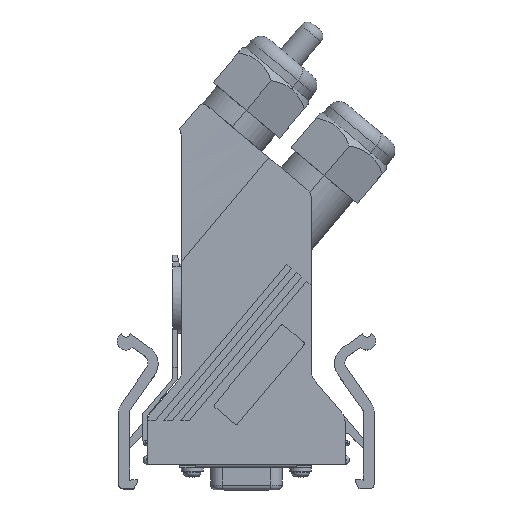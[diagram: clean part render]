
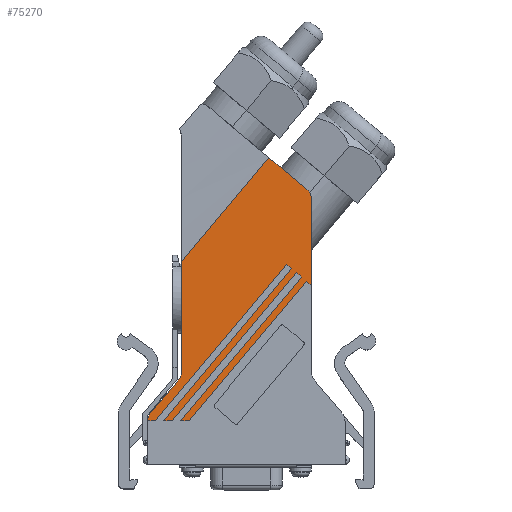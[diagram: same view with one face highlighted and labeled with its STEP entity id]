
A CAD part, top view. The second image highlights one B-rep face of the part: STEP entity #75270.
In plain terms, the highlighted face is planar.
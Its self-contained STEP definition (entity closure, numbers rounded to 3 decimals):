
#45960=CARTESIAN_POINT('',(-213.561,218.322,0.));
#45970=DIRECTION('',(0.,0.,-1.));
#45980=VECTOR('',#45970,1.);
#45990=LINE('',#45960,#45980);
#46000=CARTESIAN_POINT('',(-213.561,218.322,26.404
));
#46010=VERTEX_POINT('',#46000);
#46020=CARTESIAN_POINT('',(-213.561,218.322,
0.967));
#46030=VERTEX_POINT('',#46020);
#46040=EDGE_CURVE('',#46010,#46030,#45990,.T.);
#52320=CARTESIAN_POINT('',(-213.561,247.245,43.13
));
#52330=VERTEX_POINT('',#52320);
#52380=CARTESIAN_POINT('',(-213.561,0.,250.593));
#52390=DIRECTION('',(0.,-0.766,0.643));
#52400=VECTOR('',#52390,1.);
#52410=LINE('',#52380,#52400);
#52420=CARTESIAN_POINT('',(-213.561,238.508,50.461
));
#52430=VERTEX_POINT('',#52420);
#52440=EDGE_CURVE('',#52330,#52430,#52410,.T.);
#53510=CARTESIAN_POINT('',(-213.561,248.316,20.938
));
#53520=VERTEX_POINT('',#53510);
#53550=CARTESIAN_POINT('',(-213.561,248.316,0.));
#53560=DIRECTION('',(0.,0.,1.));
#53570=VECTOR('',#53560,1.);
#53580=LINE('',#53550,#53570);
#53590=CARTESIAN_POINT('',(-213.561,248.316,40.832
));
#53600=VERTEX_POINT('',#53590);
#53610=EDGE_CURVE('',#53520,#53600,#53580,.T.);
#69410=CARTESIAN_POINT('',(-213.561,245.316,40.832
));
#69420=DIRECTION('',(-1.,0.,0.));
#69430=DIRECTION('',(0.,1.,0.));
#69440=AXIS2_PLACEMENT_3D('',#69410,#69420,#69430);
#69450=CIRCLE('',#69440,3.);
#69460=EDGE_CURVE('',#52330,#53600,#69450,.T.);
#74020=CARTESIAN_POINT('',(-213.561,236.7,37.863
));
#74030=DIRECTION('',(1.,0.,0.));
#74040=DIRECTION('',(0.,1.,0.));
#74050=AXIS2_PLACEMENT_3D('',#74020,#74030,#74040);
#74060=PLANE('',#74050);
#74070=CARTESIAN_POINT('',(-213.561,0.,229.3));
#74080=DIRECTION('',(0.,-0.766,0.643));
#74090=VECTOR('',#74080,1.);
#74100=LINE('',#74070,#74090);
#74110=CARTESIAN_POINT('',(-213.561,247.209,21.868
));
#74120=VERTEX_POINT('',#74110);
#74130=EDGE_CURVE('',#53520,#74120,#74100,.T.);
#74140=ORIENTED_EDGE('',*,*,#74130,.F.);
#74150=CARTESIAN_POINT('',(-213.561,228.86,0.));
#74160=DIRECTION('',(0.,0.643,0.766));
#74170=VECTOR('',#74160,1.);
#74180=LINE('',#74150,#74170);
#74190=CARTESIAN_POINT('',(-213.561,220.112,
-10.425));
#74200=VERTEX_POINT('',#74190);
#74210=EDGE_CURVE('',#74200,#74120,#74180,.T.);
#74220=ORIENTED_EDGE('',*,*,#74210,.T.);
#74230=CARTESIAN_POINT('',(-213.561,0.,-10.425));
#74240=DIRECTION('',(0.,1.,0.));
#74250=VECTOR('',#74240,1.);
#74260=LINE('',#74230,#74250);
#74270=CARTESIAN_POINT('',(-213.561,218.154,
-10.425));
#74280=VERTEX_POINT('',#74270);
#74290=EDGE_CURVE('',#74280,#74200,#74260,.T.);
#74300=ORIENTED_EDGE('',*,*,#74290,.T.);
#74310=CARTESIAN_POINT('',(-213.561,226.901,0.));
#74320=DIRECTION('',(0.,-0.643,-0.766));
#74330=VECTOR('',#74320,1.);
#74340=LINE('',#74310,#74330);
#74350=CARTESIAN_POINT('',(-213.561,246.06,22.832
));
#74360=VERTEX_POINT('',#74350);
#74370=EDGE_CURVE('',#74360,#74280,#74340,.T.);
#74380=ORIENTED_EDGE('',*,*,#74370,.T.);
#74390=CARTESIAN_POINT('',(-213.561,0.,229.3));
#74400=DIRECTION('',(0.,0.766,-0.643));
#74410=VECTOR('',#74400,1.);
#74420=LINE('',#74390,#74410);
#74430=CARTESIAN_POINT('',(-213.561,244.911,23.796
));
#74440=VERTEX_POINT('',#74430);
#74450=EDGE_CURVE('',#74440,#74360,#74420,.T.);
#74460=ORIENTED_EDGE('',*,*,#74450,.T.);
#74470=CARTESIAN_POINT('',(-213.561,224.943,0.));
#74480=DIRECTION('',(0.,0.643,0.766));
#74490=VECTOR('',#74480,1.);
#74500=LINE('',#74470,#74490);
#74510=CARTESIAN_POINT('',(-213.561,216.196,
-10.425));
#74520=VERTEX_POINT('',#74510);
#74530=EDGE_CURVE('',#74520,#74440,#74500,.T.);
#74540=ORIENTED_EDGE('',*,*,#74530,.T.);
#74550=CARTESIAN_POINT('',(-213.561,0.,-10.425));
#74560=DIRECTION('',(0.,1.,0.));
#74570=VECTOR('',#74560,1.);
#74580=LINE('',#74550,#74570);
#74590=CARTESIAN_POINT('',(-213.561,214.238,
-10.425));
#74600=VERTEX_POINT('',#74590);
#74610=EDGE_CURVE('',#74600,#74520,#74580,.T.);
#74620=ORIENTED_EDGE('',*,*,#74610,.T.);
#74630=CARTESIAN_POINT('',(-213.561,222.985,0.));
#74640=DIRECTION('',(0.,-0.643,-0.766));
#74650=VECTOR('',#74640,1.);
#74660=LINE('',#74630,#74650);
#74670=CARTESIAN_POINT('',(-213.561,243.762,24.76
));
#74680=VERTEX_POINT('',#74670);
#74690=EDGE_CURVE('',#74680,#74600,#74660,.T.);
#74700=ORIENTED_EDGE('',*,*,#74690,.T.);
#74710=CARTESIAN_POINT('',(-213.561,0.,229.3));
#74720=DIRECTION('',(0.,0.766,-0.643));
#74730=VECTOR('',#74720,1.);
#74740=LINE('',#74710,#74730);
#74750=CARTESIAN_POINT('',(-213.561,242.612,25.724
));
#74760=VERTEX_POINT('',#74750);
#74770=EDGE_CURVE('',#74760,#74680,#74740,.T.);
#74780=ORIENTED_EDGE('',*,*,#74770,.T.);
#74790=CARTESIAN_POINT('',(-213.561,221.027,0.));
#74800=DIRECTION('',(0.,0.643,0.766));
#74810=VECTOR('',#74800,1.);
#74820=LINE('',#74790,#74810);
#74830=CARTESIAN_POINT('',(-213.561,212.28,
-10.425));
#74840=VERTEX_POINT('',#74830);
#74850=EDGE_CURVE('',#74840,#74760,#74820,.T.);
#74860=ORIENTED_EDGE('',*,*,#74850,.T.);
#74870=CARTESIAN_POINT('',(-213.561,210.521,
-10.425));
#74880=VERTEX_POINT('',#74870);
#74890=EDGE_CURVE('',#74880,#74840,#74580,.T.);
#74900=ORIENTED_EDGE('',*,*,#74890,.T.);
#74910=CARTESIAN_POINT('',(-213.561,213.519,-10.516));
#74920=DIRECTION('',(-1.,0.,0.));
#74930=DIRECTION('',(0.,-1.,0.));
#74940=AXIS2_PLACEMENT_3D('',#74910,#74920,#74930);
#74950=CIRCLE('',#74940,3.);
#74960=CARTESIAN_POINT('',(-213.561,211.221,
-8.588));
#74970=VERTEX_POINT('',#74960);
#74980=EDGE_CURVE('',#74880,#74970,#74950,.T.);
#74990=ORIENTED_EDGE('',*,*,#74980,.F.);
#75000=CARTESIAN_POINT('',(-213.561,218.427,0.));
#75010=DIRECTION('',(0.,-0.643,-0.766));
#75020=VECTOR('',#75010,1.);
#75030=LINE('',#75000,#75020);
#75040=CARTESIAN_POINT('',(-213.561,217.62,
-0.962));
#75050=VERTEX_POINT('',#75040);
#75060=EDGE_CURVE('',#75050,#74970,#75030,.T.);
#75070=ORIENTED_EDGE('',*,*,#75060,.T.);
#75080=CARTESIAN_POINT('',(-213.561,215.322,
0.967));
#75090=DIRECTION('',(1.,0.,0.));
#75100=DIRECTION('',(0.,1.,0.));
#75110=AXIS2_PLACEMENT_3D('',#75080,#75090,#75100);
#75120=CIRCLE('',#75110,3.);
#75130=EDGE_CURVE('',#75050,#46030,#75120,.T.);
#75140=ORIENTED_EDGE('',*,*,#75130,.F.);
#75150=ORIENTED_EDGE('',*,*,#46040,.T.);
#75160=CARTESIAN_POINT('',(-213.561,238.509,50.462
));
#75170=DIRECTION('',(0.,0.643,0.766));
#75180=VECTOR('',#75170,1.);
#75190=LINE('',#75160,#75180);
#75200=EDGE_CURVE('',#46010,#52430,#75190,.T.);
#75210=ORIENTED_EDGE('',*,*,#75200,.F.);
#75220=ORIENTED_EDGE('',*,*,#52440,.T.);
#75230=ORIENTED_EDGE('',*,*,#69460,.F.);
#75240=ORIENTED_EDGE('',*,*,#53610,.T.);
#75250=EDGE_LOOP('',(#75240,#75230,#75220,#75210,#75150,#75140,#75070,
#74990,#74900,#74860,#74780,#74700,#74620,#74540,#74460,#74380,#74300,
#74220,#74140));
#75260=FACE_OUTER_BOUND('',#75250,.T.);
#75270=ADVANCED_FACE('',(#75260),#74060,.T.);
